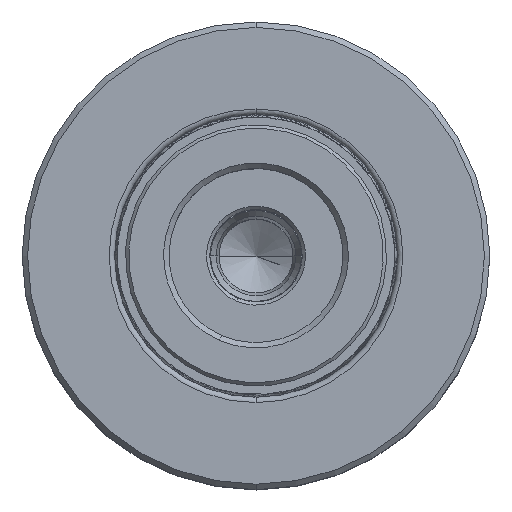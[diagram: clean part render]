
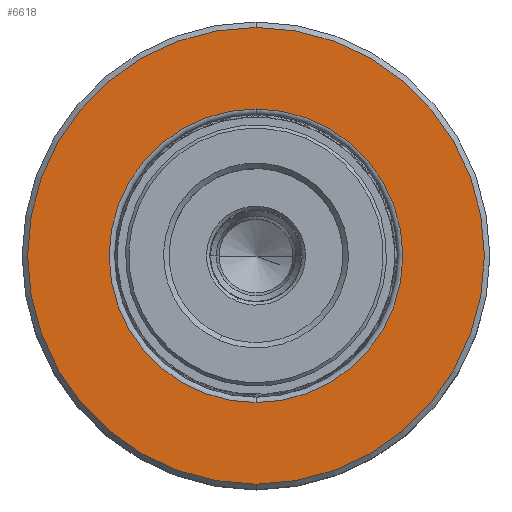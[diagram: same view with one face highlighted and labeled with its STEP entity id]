
A CAD part, top view. The second image highlights one B-rep face of the part: STEP entity #6618.
In plain terms, the highlighted face is planar.
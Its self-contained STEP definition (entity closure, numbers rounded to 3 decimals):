
#975 = DIRECTION ( 'NONE',  ( 0., 0., -1. ) ) ;
#2523 = CIRCLE ( 'NONE', #4143, 13.5 ) ;
#2603 = AXIS2_PLACEMENT_3D ( 'NONE', #8470, #29815, #16853 ) ;
#2794 = CARTESIAN_POINT ( 'NONE',  ( 21., 10.687, 0. ) ) ;
#3484 = AXIS2_PLACEMENT_3D ( 'NONE', #2794, #10596, #7974 ) ;
#3817 = ORIENTED_EDGE ( 'NONE', *, *, #20743, .F. ) ;
#4143 = AXIS2_PLACEMENT_3D ( 'NONE', #10460, #8181, #26626 ) ;
#5278 = EDGE_LOOP ( 'NONE', ( #26088, #6937 ) ) ;
#6618 = ADVANCED_FACE ( 'NONE', ( #10733, #22681 ), #23970, .T. ) ;
#6937 = ORIENTED_EDGE ( 'NONE', *, *, #14193, .T. ) ;
#7357 = CIRCLE ( 'NONE', #31361, 21. ) ;
#7974 = DIRECTION ( 'NONE',  ( 0., 0., 1. ) ) ;
#8181 = DIRECTION ( 'NONE',  ( 0., -1., 0. ) ) ;
#8470 = CARTESIAN_POINT ( 'NONE',  ( 0., 10.687, 0. ) ) ;
#10460 = CARTESIAN_POINT ( 'NONE',  ( 0., 10.687, 0. ) ) ;
#10596 = DIRECTION ( 'NONE',  ( 0., 1., 0. ) ) ;
#10607 = DIRECTION ( 'NONE',  ( 0., -1., 0. ) ) ;
#10733 = FACE_BOUND ( 'NONE', #5278, .T. ) ;
#11255 = VERTEX_POINT ( 'NONE', #22999 ) ;
#13141 = CARTESIAN_POINT ( 'NONE',  ( 0., 10.687, 0. ) ) ;
#13960 = CARTESIAN_POINT ( 'NONE',  ( 0., 10.687, 0. ) ) ;
#14193 = EDGE_CURVE ( 'NONE', #11255, #28998, #26607, .T. ) ;
#16706 = DIRECTION ( 'NONE',  ( 0., -1., 0. ) ) ;
#16853 = DIRECTION ( 'NONE',  ( 0., 0., -1. ) ) ;
#17514 = CARTESIAN_POINT ( 'NONE',  ( 0., 10.687, -21. ) ) ;
#18116 = EDGE_CURVE ( 'NONE', #28998, #11255, #2523, .T. ) ;
#20743 = EDGE_CURVE ( 'NONE', #32405, #32921, #33797, .T. ) ;
#21077 = EDGE_CURVE ( 'NONE', #32921, #32405, #7357, .T. ) ;
#21246 = AXIS2_PLACEMENT_3D ( 'NONE', #13141, #10607, #28739 ) ;
#22681 = FACE_OUTER_BOUND ( 'NONE', #26479, .T. ) ;
#22999 = CARTESIAN_POINT ( 'NONE',  ( 0., 10.687, 13.5 ) ) ;
#23653 = CARTESIAN_POINT ( 'NONE',  ( 0., 10.687, -13.5 ) ) ;
#23970 = PLANE ( 'NONE',  #3484 ) ;
#26088 = ORIENTED_EDGE ( 'NONE', *, *, #18116, .T. ) ;
#26479 = EDGE_LOOP ( 'NONE', ( #3817, #29272 ) ) ;
#26607 = CIRCLE ( 'NONE', #21246, 13.5 ) ;
#26626 = DIRECTION ( 'NONE',  ( 0., 0., -1. ) ) ;
#28739 = DIRECTION ( 'NONE',  ( 0., 0., -1. ) ) ;
#28998 = VERTEX_POINT ( 'NONE', #23653 ) ;
#29272 = ORIENTED_EDGE ( 'NONE', *, *, #21077, .F. ) ;
#29815 = DIRECTION ( 'NONE',  ( 0., -1., 0. ) ) ;
#31361 = AXIS2_PLACEMENT_3D ( 'NONE', #13960, #16706, #975 ) ;
#32405 = VERTEX_POINT ( 'NONE', #17514 ) ;
#32921 = VERTEX_POINT ( 'NONE', #33196 ) ;
#33196 = CARTESIAN_POINT ( 'NONE',  ( 0., 10.687, 21. ) ) ;
#33797 = CIRCLE ( 'NONE', #2603, 21. ) ;
